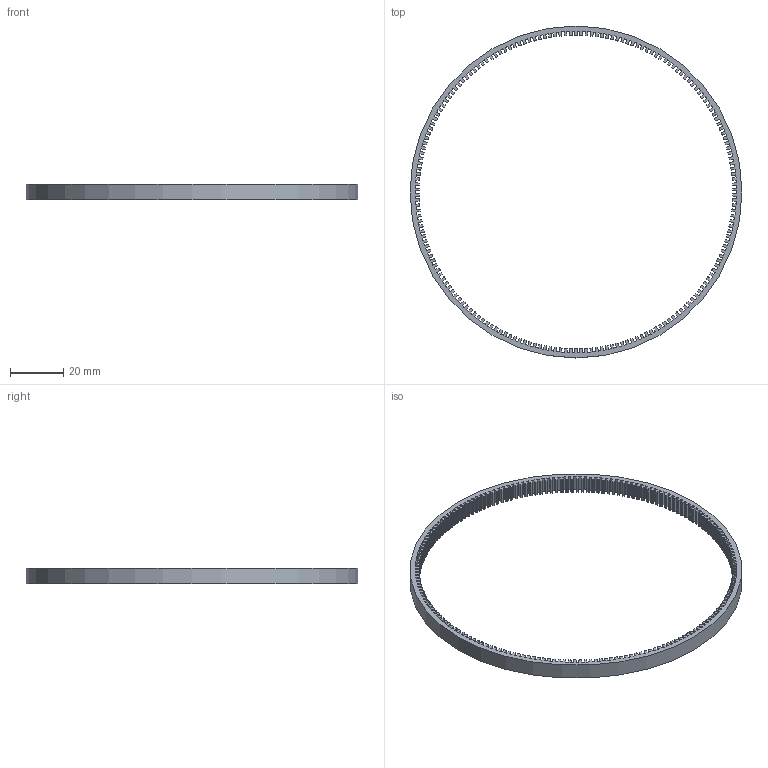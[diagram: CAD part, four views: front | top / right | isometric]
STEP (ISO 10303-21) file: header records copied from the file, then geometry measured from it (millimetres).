
FILE_DESCRIPTION(('HOOPS Exchange Step'),'2;1');
FILE_NAME('temp_export','2021-01-13T23:51:33+19:00',('mobile'),('Shapr3D Limited'),'HOOPS Exchange 2020.2','Shapr3D','Authorized');
FILE_SCHEMA( ('AP203_CONFIGURATION_CONTROLLED_3D_DESIGN_OF_MECHANICAL_PARTS_AND_ASSEMBLIES_MIM_LF') );
Length unit declared in the file: millimetre
Products named in the file (1): EE79840E-DE72-45A8-BD61-DE079C675434.tmp
Bounding box: 125 x 125 x 6 mm (x, y, z)
Volume: 6334.4 mm3; surface area: 9961.7 mm2
Topology: 1 solids, 1 shells, 1145 faces, 3433 edges, 2290 vertices
Faces by surface type: plane 573, cylinder 572
Full cylindrical faces by diameter (mm): 125 x1
Entity records: 38953 total; most frequent: DIRECTION 6871, CARTESIAN_POINT 6869, ORIENTED_EDGE 6866, EDGE_CURVE 3433, AXIS2_PLACEMENT_3D 2292, VERTEX_POINT 2290, VECTOR 2287, LINE 2287
